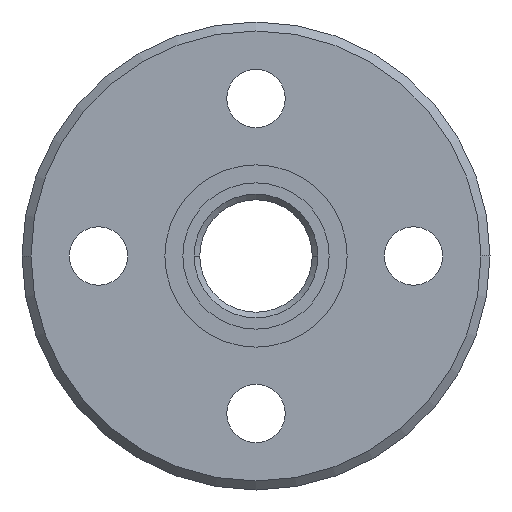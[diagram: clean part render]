
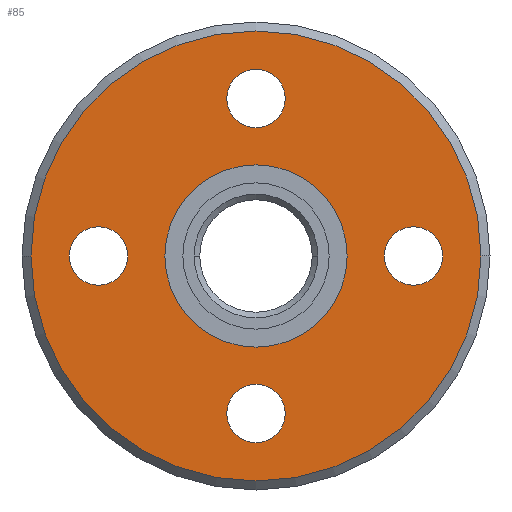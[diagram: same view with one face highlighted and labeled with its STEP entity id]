
A CAD part, left-side view. The second image highlights one B-rep face of the part: STEP entity #85.
In plain terms, the highlighted planar face has unit normal (-1, 0, 0).
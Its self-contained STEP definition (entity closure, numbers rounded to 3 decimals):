
#85=ADVANCED_FACE('',(#176,#177,#178,#179,#180,#181),#182,.T.);
#176=FACE_BOUND('',#272,.T.);
#177=FACE_BOUND('',#273,.T.);
#178=FACE_BOUND('',#274,.T.);
#179=FACE_BOUND('',#275,.T.);
#180=FACE_OUTER_BOUND('',#276,.T.);
#181=FACE_BOUND('',#277,.T.);
#182=PLANE('',#278);
#272=EDGE_LOOP('',(#560,#561));
#273=EDGE_LOOP('',(#562,#563));
#274=EDGE_LOOP('',(#564,#565));
#275=EDGE_LOOP('',(#566,#567));
#276=EDGE_LOOP('',(#568,#569));
#277=EDGE_LOOP('',(#570,#571));
#278=AXIS2_PLACEMENT_3D('',#572,#573,#574);
#560=ORIENTED_EDGE('',*,*,#647,.T.);
#561=ORIENTED_EDGE('',*,*,#618,.T.);
#562=ORIENTED_EDGE('',*,*,#648,.T.);
#563=ORIENTED_EDGE('',*,*,#614,.T.);
#564=ORIENTED_EDGE('',*,*,#649,.T.);
#565=ORIENTED_EDGE('',*,*,#610,.T.);
#566=ORIENTED_EDGE('',*,*,#650,.T.);
#567=ORIENTED_EDGE('',*,*,#606,.T.);
#568=ORIENTED_EDGE('',*,*,#601,.F.);
#569=ORIENTED_EDGE('',*,*,#652,.F.);
#570=ORIENTED_EDGE('',*,*,#662,.T.);
#571=ORIENTED_EDGE('',*,*,#576,.T.);
#572=CARTESIAN_POINT('',(0.,17.563,0.0));
#573=DIRECTION('',(-1.0,0.,0.0));
#574=DIRECTION('',(0.,-1.0,-0.0));
#576=EDGE_CURVE('',#666,#663,#667,.T.);
#601=EDGE_CURVE('',#710,#712,#713,.T.);
#606=EDGE_CURVE('',#716,#720,#722,.T.);
#610=EDGE_CURVE('',#724,#728,#730,.T.);
#614=EDGE_CURVE('',#732,#736,#738,.T.);
#618=EDGE_CURVE('',#740,#744,#746,.T.);
#647=EDGE_CURVE('',#744,#740,#791,.T.);
#648=EDGE_CURVE('',#736,#732,#792,.T.);
#649=EDGE_CURVE('',#728,#724,#793,.T.);
#650=EDGE_CURVE('',#720,#716,#794,.T.);
#652=EDGE_CURVE('',#712,#710,#796,.T.);
#662=EDGE_CURVE('',#663,#666,#806,.T.);
#663=VERTEX_POINT('',#807);
#666=VERTEX_POINT('',#811);
#667=CIRCLE('',#812,10.125);
#710=VERTEX_POINT('',#868);
#712=VERTEX_POINT('',#871);
#713=CIRCLE('',#872,25.0);
#716=VERTEX_POINT('',#876);
#720=VERTEX_POINT('',#881);
#722=CIRCLE('',#884,3.25);
#724=VERTEX_POINT('',#886);
#728=VERTEX_POINT('',#891);
#730=CIRCLE('',#894,3.25);
#732=VERTEX_POINT('',#896);
#736=VERTEX_POINT('',#901);
#738=CIRCLE('',#904,3.25);
#740=VERTEX_POINT('',#906);
#744=VERTEX_POINT('',#911);
#746=CIRCLE('',#914,3.25);
#791=CIRCLE('',#967,3.25);
#792=CIRCLE('',#968,3.25);
#793=CIRCLE('',#969,3.25);
#794=CIRCLE('',#970,3.25);
#796=CIRCLE('',#972,25.0);
#806=CIRCLE('',#982,10.125);
#807=CARTESIAN_POINT('',(0.0,10.125,0.0));
#811=CARTESIAN_POINT('',(0.0,-10.125,0.));
#812=AXIS2_PLACEMENT_3D('',#984,#985,#986);
#868=CARTESIAN_POINT('',(0.,25.0,0.0));
#871=CARTESIAN_POINT('',(0.,-25.0,0.));
#872=AXIS2_PLACEMENT_3D('',#1031,#1032,#1033);
#876=CARTESIAN_POINT('',(0.0,17.5,-3.25));
#881=CARTESIAN_POINT('',(0.,17.5,3.25));
#884=AXIS2_PLACEMENT_3D('',#1040,#1041,#1042);
#886=CARTESIAN_POINT('',(0.,3.25,17.5));
#891=CARTESIAN_POINT('',(0.,-3.25,17.5));
#894=AXIS2_PLACEMENT_3D('',#1048,#1049,#1050);
#896=CARTESIAN_POINT('',(0.0,-17.5,3.25));
#901=CARTESIAN_POINT('',(0.,-17.5,-3.25));
#904=AXIS2_PLACEMENT_3D('',#1056,#1057,#1058);
#906=CARTESIAN_POINT('',(0.,-3.25,-17.5));
#911=CARTESIAN_POINT('',(0.,3.25,-17.5));
#914=AXIS2_PLACEMENT_3D('',#1064,#1065,#1066);
#967=AXIS2_PLACEMENT_3D('',#1135,#1136,#1137);
#968=AXIS2_PLACEMENT_3D('',#1138,#1139,#1140);
#969=AXIS2_PLACEMENT_3D('',#1141,#1142,#1143);
#970=AXIS2_PLACEMENT_3D('',#1144,#1145,#1146);
#972=AXIS2_PLACEMENT_3D('',#1150,#1151,#1152);
#982=AXIS2_PLACEMENT_3D('',#1180,#1181,#1182);
#984=CARTESIAN_POINT('',(0.0,0.0,0.0));
#985=DIRECTION('',(1.0,0.0,0.0));
#986=DIRECTION('',(0.0,1.0,0.0));
#1031=CARTESIAN_POINT('',(0.,0.0,0.0));
#1032=DIRECTION('',(1.0,0.0,0.0));
#1033=DIRECTION('',(0.0,1.0,0.0));
#1040=CARTESIAN_POINT('',(0.0,17.5,0.0));
#1041=DIRECTION('',(1.0,0.,0.0));
#1042=DIRECTION('',(0.0,0.0,-1.0));
#1048=CARTESIAN_POINT('',(0.0,0.,17.5));
#1049=DIRECTION('',(1.0,0.,0.));
#1050=DIRECTION('',(0.,1.0,0.));
#1056=CARTESIAN_POINT('',(0.0,-17.5,0.));
#1057=DIRECTION('',(1.0,0.,0.));
#1058=DIRECTION('',(0.,0.,1.0));
#1064=CARTESIAN_POINT('',(0.0,0.,-17.5));
#1065=DIRECTION('',(1.0,0.,0.));
#1066=DIRECTION('',(0.,-1.0,0.));
#1135=CARTESIAN_POINT('',(0.0,0.,-17.5));
#1136=DIRECTION('',(1.0,0.,0.));
#1137=DIRECTION('',(0.,-1.0,0.));
#1138=CARTESIAN_POINT('',(0.0,-17.5,0.));
#1139=DIRECTION('',(1.0,0.,0.));
#1140=DIRECTION('',(0.,0.,1.0));
#1141=CARTESIAN_POINT('',(0.0,0.,17.5));
#1142=DIRECTION('',(1.0,0.,0.));
#1143=DIRECTION('',(0.,1.0,0.));
#1144=CARTESIAN_POINT('',(0.0,17.5,0.0));
#1145=DIRECTION('',(1.0,0.,0.0));
#1146=DIRECTION('',(0.0,0.0,-1.0));
#1150=CARTESIAN_POINT('',(0.,0.0,0.0));
#1151=DIRECTION('',(1.0,0.0,0.0));
#1152=DIRECTION('',(0.0,1.0,0.0));
#1180=CARTESIAN_POINT('',(0.0,0.0,0.0));
#1181=DIRECTION('',(1.0,0.0,0.0));
#1182=DIRECTION('',(0.0,1.0,0.0));
